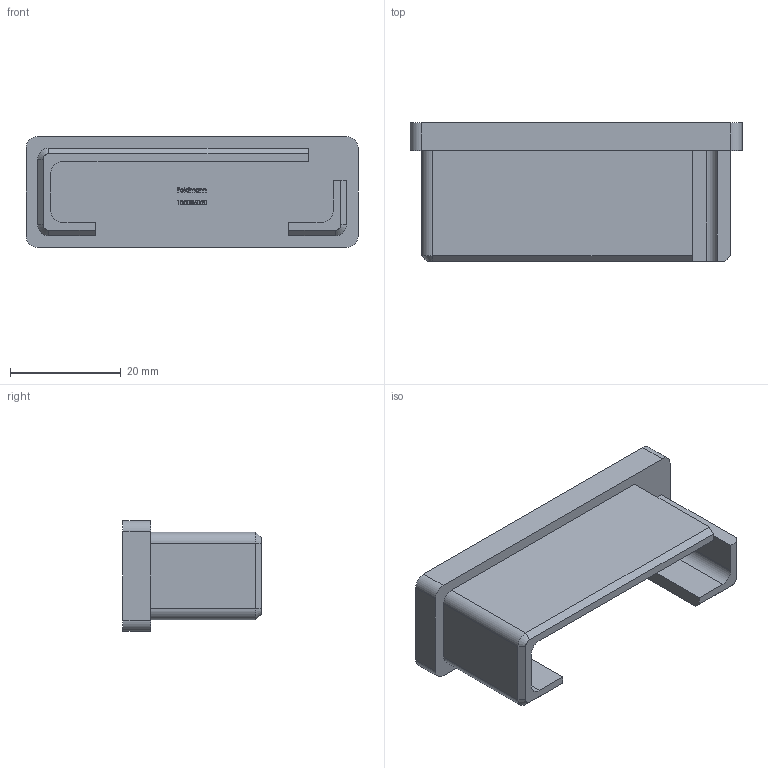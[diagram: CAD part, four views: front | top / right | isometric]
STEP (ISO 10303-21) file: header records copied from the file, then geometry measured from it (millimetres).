
FILE_DESCRIPTION (( 'STEP AP203' ), '1' );
FILE_NAME ('100036020.STEP', '2021-04-27T14:06:33', ( '' ), ( '' ), 'SwSTEP 2.0', 'SolidWorks 2018', '' );
FILE_SCHEMA (( 'CONFIG_CONTROL_DESIGN' ));
Length unit declared in the file: millimetre
Products named in the file (2): 100036020
Bounding box: 60 x 25 x 20 mm (x, y, z)
Volume: 10175.3 mm3; surface area: 6745.6 mm2
Topology: 1 solids, 1 shells, 260 faces, 684 edges, 454 vertices
Faces by surface type: plane 125, bspline 122, cylinder 10, cone 3
Entity records: 15486 total; most frequent: CARTESIAN_POINT 9722, ORIENTED_EDGE 1368, DIRECTION 743, EDGE_CURVE 684, VERTEX_POINT 454, LINE 417, VECTOR 417, EDGE_LOOP 288
